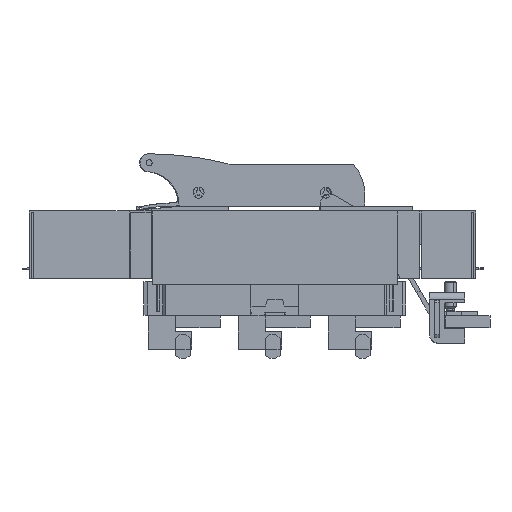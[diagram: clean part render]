
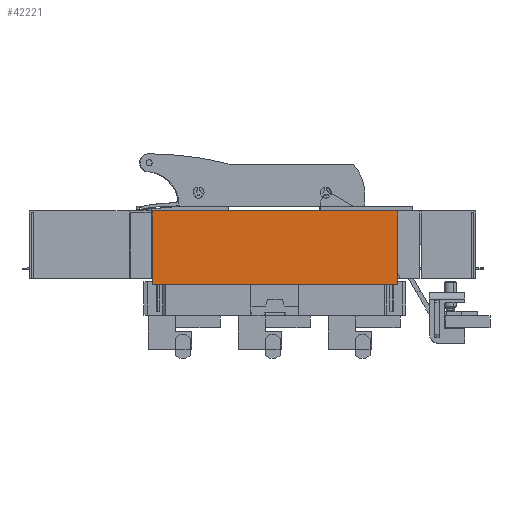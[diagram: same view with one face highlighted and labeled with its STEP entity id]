
A CAD part, left-side view. The second image highlights one B-rep face of the part: STEP entity #42221.
In plain terms, the highlighted face is planar.
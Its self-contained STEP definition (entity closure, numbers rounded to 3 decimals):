
#42201=AXIS2_PLACEMENT_3D('Plane Axis2P3D',#42198,#42199,#42200) ;
#36464=CARTESIAN_POINT('Vertex',(52.75,82.,21.1)) ;
#36467=CARTESIAN_POINT('Line Origine',(52.75,0.,21.1)) ;
#36471=CARTESIAN_POINT('Vertex',(52.75,-82.,21.1)) ;
#42172=CARTESIAN_POINT('Line Origine',(52.75,-82.,45.55)) ;
#42176=CARTESIAN_POINT('Vertex',(52.75,-82.,70.)) ;
#42198=CARTESIAN_POINT('Axis2P3D Location',(52.75,0.,21.1)) ;
#42203=CARTESIAN_POINT('Line Origine',(52.75,82.,45.55)) ;
#42207=CARTESIAN_POINT('Vertex',(52.75,82.,70.)) ;
#42210=CARTESIAN_POINT('Line Origine',(52.75,0.,70.)) ;
#36468=DIRECTION('Vector Direction',(0.,-1.,0.)) ;
#42173=DIRECTION('Vector Direction',(0.,0.,1.)) ;
#42199=DIRECTION('Axis2P3D Direction',(1.,0.,-0.)) ;
#42200=DIRECTION('Axis2P3D XDirection',(0.,0.,1.)) ;
#42204=DIRECTION('Vector Direction',(0.,0.,1.)) ;
#42211=DIRECTION('Vector Direction',(0.,-1.,0.)) ;
#36469=VECTOR('Line Direction',#36468,1.) ;
#42174=VECTOR('Line Direction',#42173,1.) ;
#42205=VECTOR('Line Direction',#42204,1.) ;
#42212=VECTOR('Line Direction',#42211,1.) ;
#42216=ORIENTED_EDGE('',*,*,#42209,.T.) ;
#42217=ORIENTED_EDGE('',*,*,#42214,.F.) ;
#42218=ORIENTED_EDGE('',*,*,#42178,.F.) ;
#42219=ORIENTED_EDGE('',*,*,#36473,.T.) ;
#42221=ADVANCED_FACE('Brep With Voids',(#42220),#42202,.T.) ;
#36473=EDGE_CURVE('',#36472,#36465,#36470,.F.) ;
#42178=EDGE_CURVE('',#36472,#42177,#42175,.T.) ;
#42209=EDGE_CURVE('',#36465,#42208,#42206,.T.) ;
#42214=EDGE_CURVE('',#42177,#42208,#42213,.F.) ;
#42215=EDGE_LOOP('',(#42216,#42217,#42218,#42219)) ;
#42220=FACE_OUTER_BOUND('',#42215,.T.) ;
#36470=LINE('Line',#36467,#36469) ;
#42175=LINE('Line',#42172,#42174) ;
#42206=LINE('Line',#42203,#42205) ;
#42213=LINE('Line',#42210,#42212) ;
#42202=PLANE('Plane',#42201) ;
#36465=VERTEX_POINT('',#36464) ;
#36472=VERTEX_POINT('',#36471) ;
#42177=VERTEX_POINT('',#42176) ;
#42208=VERTEX_POINT('',#42207) ;
